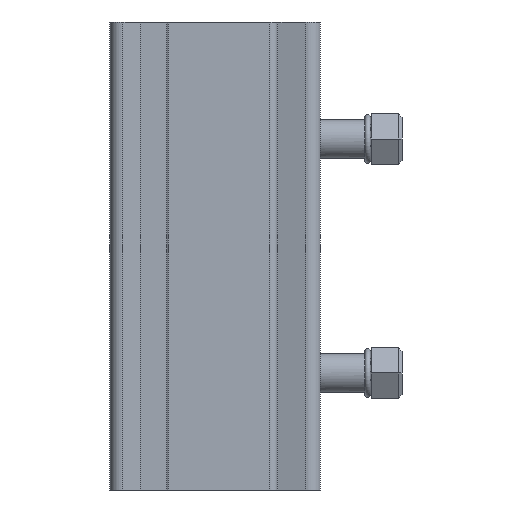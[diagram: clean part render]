
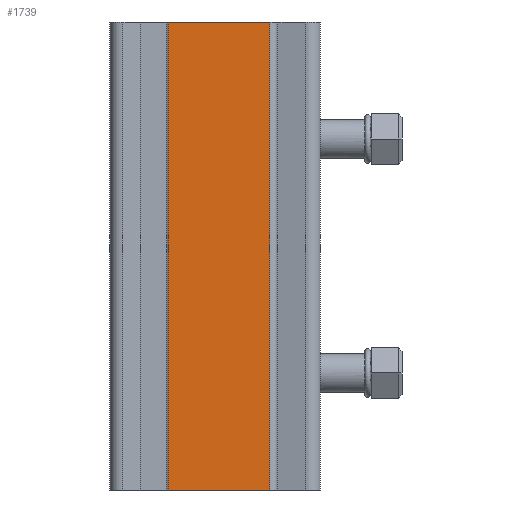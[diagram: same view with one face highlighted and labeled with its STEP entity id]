
A CAD part, front view. The second image highlights one B-rep face of the part: STEP entity #1739.
In plain terms, the highlighted planar face has unit normal (0, -1, 0).
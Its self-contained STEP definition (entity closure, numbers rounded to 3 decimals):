
#73=PLANE('',#1914);
#158=FACE_OUTER_BOUND('',#258,.T.);
#258=EDGE_LOOP('',(#1376,#1377,#1378,#1379));
#415=LINE('',#2853,#577);
#416=LINE('',#2857,#578);
#417=LINE('',#2859,#579);
#418=LINE('',#2860,#580);
#577=VECTOR('',#2345,120.);
#578=VECTOR('',#2350,26.);
#579=VECTOR('',#2351,120.);
#580=VECTOR('',#2352,26.);
#812=VERTEX_POINT('',#2850);
#813=VERTEX_POINT('',#2852);
#814=VERTEX_POINT('',#2856);
#815=VERTEX_POINT('',#2858);
#1024=EDGE_CURVE('',#813,#812,#415,.T.);
#1026=EDGE_CURVE('',#812,#814,#416,.T.);
#1027=EDGE_CURVE('',#815,#814,#417,.T.);
#1028=EDGE_CURVE('',#813,#815,#418,.T.);
#1376=ORIENTED_EDGE('',*,*,#1026,.T.);
#1377=ORIENTED_EDGE('',*,*,#1027,.F.);
#1378=ORIENTED_EDGE('',*,*,#1028,.F.);
#1379=ORIENTED_EDGE('',*,*,#1024,.T.);
#1739=ADVANCED_FACE('',(#158),#73,.T.);
#1914=AXIS2_PLACEMENT_3D('',#2855,#2348,#2349);
#2345=DIRECTION('',(0.,0.,1.));
#2348=DIRECTION('center_axis',(0.,-1.,0.));
#2349=DIRECTION('ref_axis',(0.,0.,-1.));
#2350=DIRECTION('',(-1.,0.,0.));
#2351=DIRECTION('',(0.,0.,1.));
#2352=DIRECTION('',(-1.,0.,0.));
#2850=CARTESIAN_POINT('',(437.515,133.208,257.54));
#2852=CARTESIAN_POINT('',(437.515,133.208,137.54));
#2853=CARTESIAN_POINT('',(437.515,133.208,137.54));
#2855=CARTESIAN_POINT('Origin',(437.515,133.208,137.54));
#2856=CARTESIAN_POINT('',(411.515,133.208,257.54));
#2857=CARTESIAN_POINT('',(437.515,133.208,257.54));
#2858=CARTESIAN_POINT('',(411.515,133.208,137.54));
#2859=CARTESIAN_POINT('',(411.515,133.208,137.54));
#2860=CARTESIAN_POINT('',(437.515,133.208,137.54));
